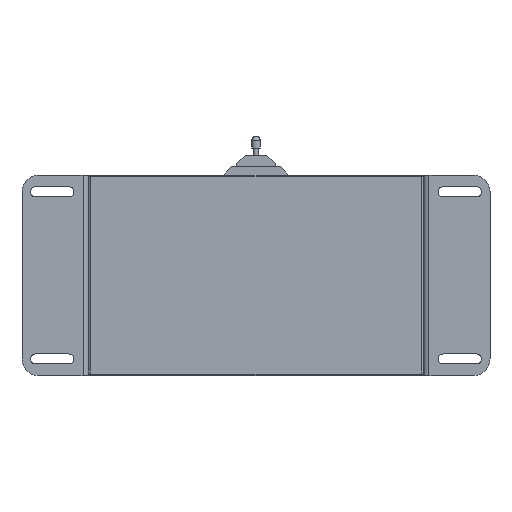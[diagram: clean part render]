
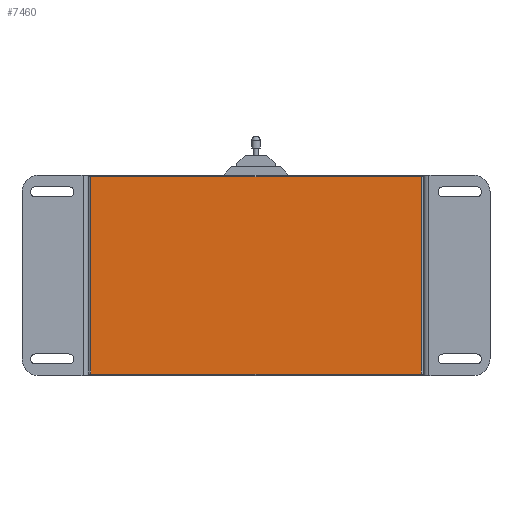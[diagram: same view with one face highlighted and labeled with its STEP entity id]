
A CAD part, front view. The second image highlights one B-rep face of the part: STEP entity #7460.
In plain terms, the highlighted planar face has unit normal (0, -1, 0).
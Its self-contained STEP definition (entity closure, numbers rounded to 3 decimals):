
#330 = EDGE_CURVE ( 'NONE', #21530, #6785, #3181, .T. ) ;
#3181 = LINE ( 'NONE', #5098, #16401 ) ;
#3911 = LINE ( 'NONE', #22515, #16510 ) ;
#3940 = ORIENTED_EDGE ( 'NONE', *, *, #13501, .T. ) ;
#5098 = CARTESIAN_POINT ( 'NONE',  ( -99., -60., 119. ) ) ;
#6074 = VERTEX_POINT ( 'NONE', #14203 ) ;
#6304 = LINE ( 'NONE', #16997, #23313 ) ;
#6785 = VERTEX_POINT ( 'NONE', #23367 ) ;
#7460 = ADVANCED_FACE ( 'NONE', ( #10816 ), #22090, .F. ) ;
#7912 = ORIENTED_EDGE ( 'NONE', *, *, #330, .T. ) ;
#7983 = DIRECTION ( 'NONE',  ( 1., 0., 0. ) ) ;
#8161 = EDGE_LOOP ( 'NONE', ( #7912, #3940, #16182, #20563 ) ) ;
#8260 = CARTESIAN_POINT ( 'NONE',  ( -99., -60., 1. ) ) ;
#8848 = CARTESIAN_POINT ( 'NONE',  ( -99., -60., 120. ) ) ;
#9370 = CARTESIAN_POINT ( 'NONE',  ( -100., -60., 120. ) ) ;
#10533 = LINE ( 'NONE', #8848, #17911 ) ;
#10816 = FACE_OUTER_BOUND ( 'NONE', #8161, .T. ) ;
#12424 = DIRECTION ( 'NONE',  ( -1., 0., 0. ) ) ;
#13501 = EDGE_CURVE ( 'NONE', #6785, #21820, #10533, .T. ) ;
#13713 = EDGE_CURVE ( 'NONE', #6074, #21530, #6304, .T. ) ;
#14203 = CARTESIAN_POINT ( 'NONE',  ( 99., -60., 1. ) ) ;
#15370 = CARTESIAN_POINT ( 'NONE',  ( 99., -60., 119. ) ) ;
#16182 = ORIENTED_EDGE ( 'NONE', *, *, #23338, .T. ) ;
#16401 = VECTOR ( 'NONE', #12424, 1000. ) ;
#16510 = VECTOR ( 'NONE', #7983, 1000. ) ;
#16997 = CARTESIAN_POINT ( 'NONE',  ( 99., -60., 120. ) ) ;
#17773 = AXIS2_PLACEMENT_3D ( 'NONE', #9370, #23780, #20179 ) ;
#17911 = VECTOR ( 'NONE', #23508, 1000. ) ;
#20179 = DIRECTION ( 'NONE',  ( 0., 0., 1. ) ) ;
#20563 = ORIENTED_EDGE ( 'NONE', *, *, #13713, .T. ) ;
#21530 = VERTEX_POINT ( 'NONE', #15370 ) ;
#21820 = VERTEX_POINT ( 'NONE', #8260 ) ;
#22090 = PLANE ( 'NONE',  #17773 ) ;
#22515 = CARTESIAN_POINT ( 'NONE',  ( -100., -60., 1. ) ) ;
#22523 = DIRECTION ( 'NONE',  ( 0., 0., 1. ) ) ;
#23313 = VECTOR ( 'NONE', #22523, 1000. ) ;
#23338 = EDGE_CURVE ( 'NONE', #21820, #6074, #3911, .T. ) ;
#23367 = CARTESIAN_POINT ( 'NONE',  ( -99., -60., 119. ) ) ;
#23508 = DIRECTION ( 'NONE',  ( 0., 0., -1. ) ) ;
#23780 = DIRECTION ( 'NONE',  ( 0., 1., 0. ) ) ;
